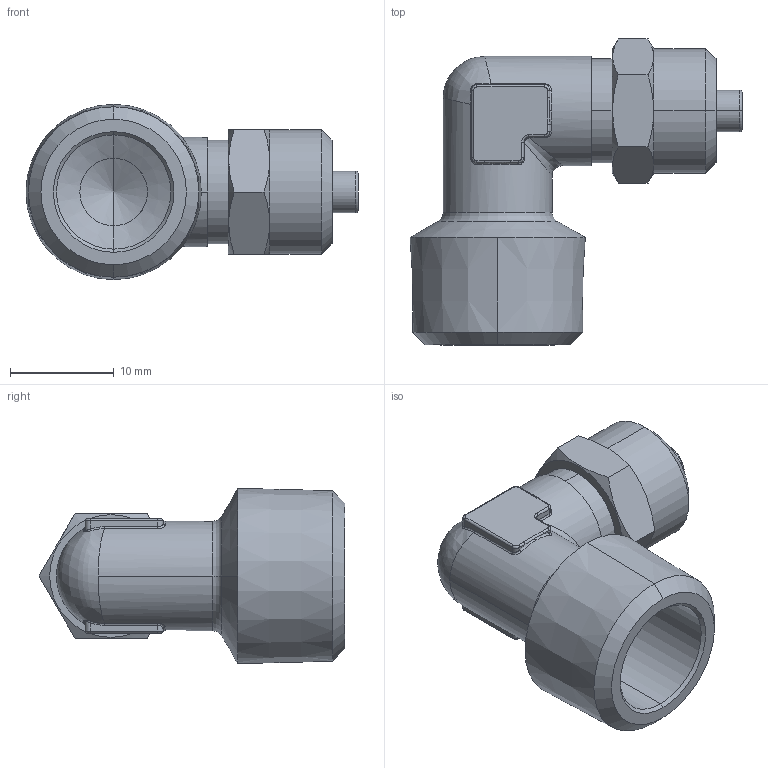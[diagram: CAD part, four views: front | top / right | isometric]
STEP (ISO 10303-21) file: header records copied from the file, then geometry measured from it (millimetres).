
FILE_DESCRIPTION (( 'STEP AP203' ), '1' );
FILE_NAME ('02060033.STEP', '2011-09-20T12:31:35', ( '' ), ( 'sopra-pneumatic' ), 'SwSTEP 2.0', 'SolidWorks 2011', '' );
FILE_SCHEMA (( 'CONFIG_CONTROL_DESIGN' ));
Length unit declared in the file: millimetre
Products named in the file (1): 02060033
Bounding box: 31.93 x 29.43 x 16.86 mm (x, y, z)
Volume: 3867.7 mm3; surface area: 3012.2 mm2
Topology: 1 solids, 1 shells, 160 faces, 366 edges, 211 vertices
Faces by surface type: cylinder 56, plane 30, cone 26, bspline 26, torus 22
Entity records: 5293 total; most frequent: CARTESIAN_POINT 1786, ORIENTED_EDGE 728, DIRECTION 720, EDGE_CURVE 364, AXIS2_PLACEMENT_3D 301, VERTEX_POINT 211, EDGE_LOOP 167, CIRCLE 166
